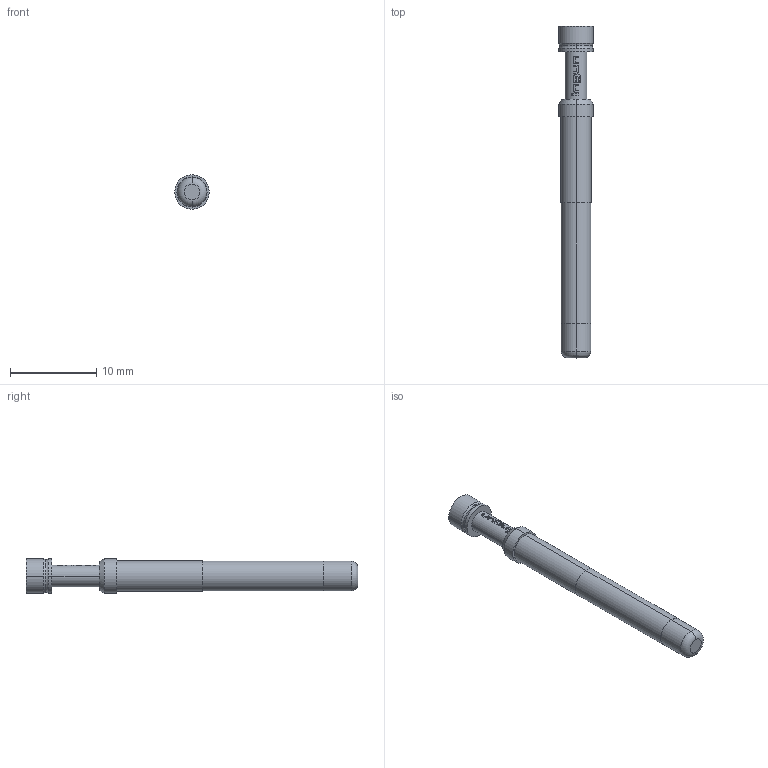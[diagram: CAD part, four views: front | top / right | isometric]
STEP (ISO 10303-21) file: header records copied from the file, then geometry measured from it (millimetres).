
FILE_DESCRIPTION (( 'STEP AP203' ), '1' );
FILE_NAME ('INGUN_HSS-150_303_400_A_xx02.STEP', '2021-01-18T09:59:46', ( '' ), ( '' ), 'SwSTEP 2.0', 'SolidWorks 2018', '' );
FILE_SCHEMA (( 'CONFIG_CONTROL_DESIGN' ));
Length unit declared in the file: millimetre
Products named in the file (1): INGUN_HSS-150_303_400_A_xx02
Bounding box: 4 x 38.5 x 4 mm (x, y, z)
Volume: 343.7 mm3; surface area: 450.2 mm2
Topology: 1 solids, 1 shells, 98 faces, 250 edges, 163 vertices
Faces by surface type: bspline 56, cylinder 20, plane 12, torus 6, cone 4
Entity records: 4304 total; most frequent: CARTESIAN_POINT 2357, ORIENTED_EDGE 496, EDGE_CURVE 248, DIRECTION 192, B_SPLINE_CURVE_WITH_KNOTS 186, VERTEX_POINT 163, EDGE_LOOP 109, ADVANCED_FACE 98
